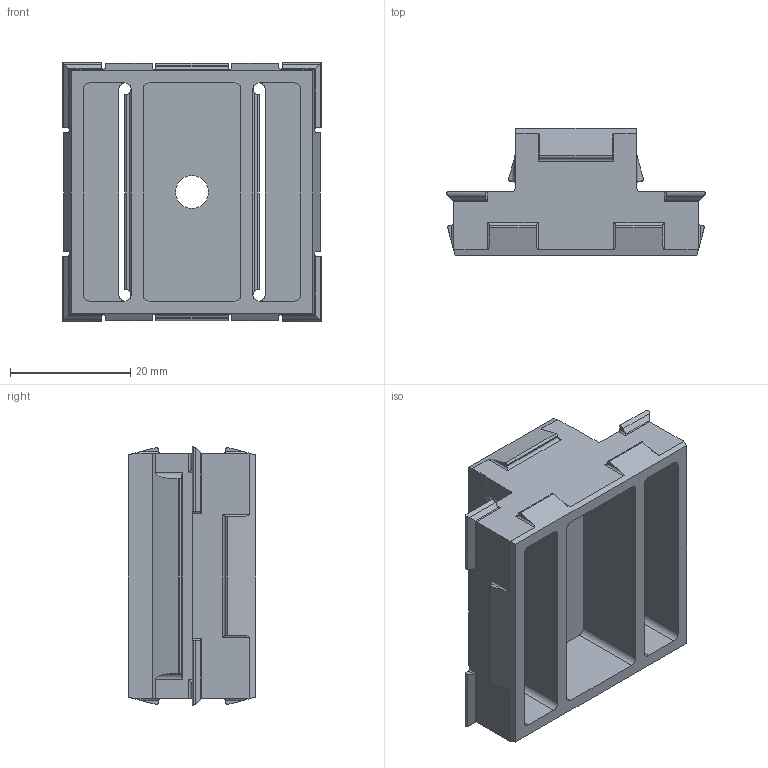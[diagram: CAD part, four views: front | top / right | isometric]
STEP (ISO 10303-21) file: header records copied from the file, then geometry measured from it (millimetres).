
FILE_DESCRIPTION (( 'STEP AP214' ), '1' );
FILE_NAME ('A19_45x25-R7016.STEP', '2025-07-22T11:38:46', ( '' ), ( '' ), 'SwSTEP 2.0', 'SolidWorks 2019', '' );
FILE_SCHEMA (( 'AUTOMOTIVE_DESIGN' ));
Length unit declared in the file: millimetre
Products named in the file (1): A19_45x25-R7016
Bounding box: 43 x 21.2 x 43 mm (x, y, z)
Volume: 10274.8 mm3; surface area: 10095.6 mm2
Topology: 1 solids, 1 shells, 219 faces, 615 edges, 394 vertices
Faces by surface type: cylinder 109, plane 88, torus 16, bspline 4, cone 2
Entity records: 7301 total; most frequent: CARTESIAN_POINT 1719, ORIENTED_EDGE 1222, DIRECTION 1125, EDGE_CURVE 611, VERTEX_POINT 394, AXIS2_PLACEMENT_3D 384, LINE 357, VECTOR 357
